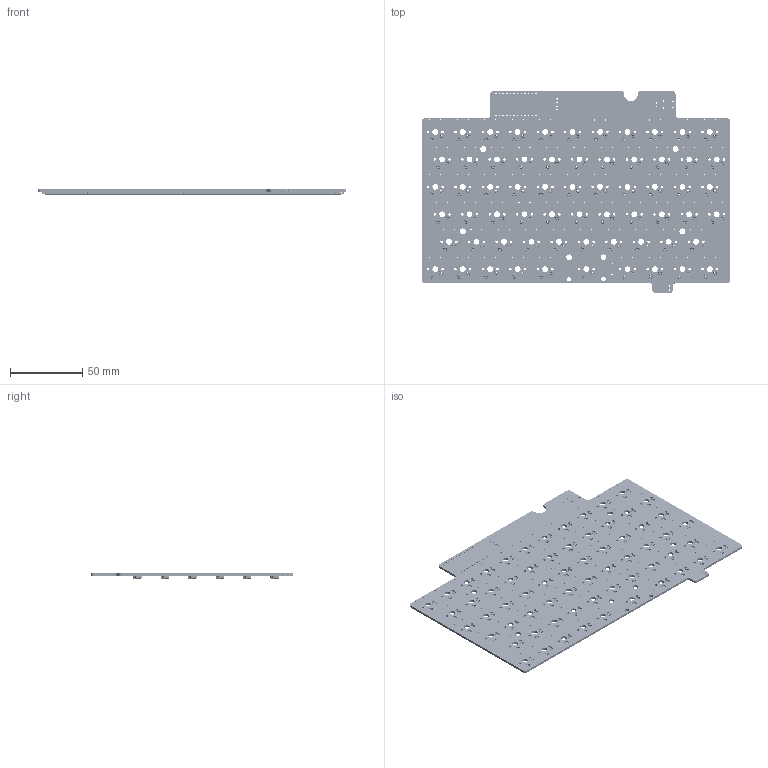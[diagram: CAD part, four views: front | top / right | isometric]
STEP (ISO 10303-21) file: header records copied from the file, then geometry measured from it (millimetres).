
FILE_DESCRIPTION(('KiCad electronic assembly'),'2;1');
FILE_NAME('keyboard.step','2023-02-05T23:32:02',('Pcbnew'),('Kicad'), 'Open CASCADE STEP processor 7.6','KiCad to STEP converter','Unknown' );
FILE_SCHEMA(('AUTOMOTIVE_DESIGN { 1 0 10303 214 1 1 1 1 }'));
Length unit declared in the file: millimetre
Products named in the file (4): keyboard 1; HS_Kailh_MX; COMPOUND; keyboard PCB
Assembly tree (66 placements, depth 3):
  keyboard 1
    HS_Kailh_MX  x64
      COMPOUND
    keyboard PCB
Bounding box: 214.31 x 140.49 x 3.47 mm (x, y, z)
Volume: 45553.8 mm3; surface area: 75057.9 mm2
Topology: 193 solids, 193 shells, 28362 faces, 70232 edges, 43088 vertices
Faces by surface type: plane 16783, cylinder 6587, bspline 3712, torus 640, cone 640
Full cylindrical faces by diameter (mm): 0.8 x128, 1 x8, 1.092 x24, 1.1 x4, 1.75 x128, 2.9 x128, 3 x128, 3.048 x2, 3.988 x66, 4.22 x4
Entity records: 69642 total; most frequent: CARTESIAN_POINT 14010, DIRECTION 10522, ORIENTED_EDGE 5266, PCURVE 5266, DEFINITIONAL_REPRESENTATION 5266, LINE 5106, VECTOR 5106, EDGE_CURVE 2633
